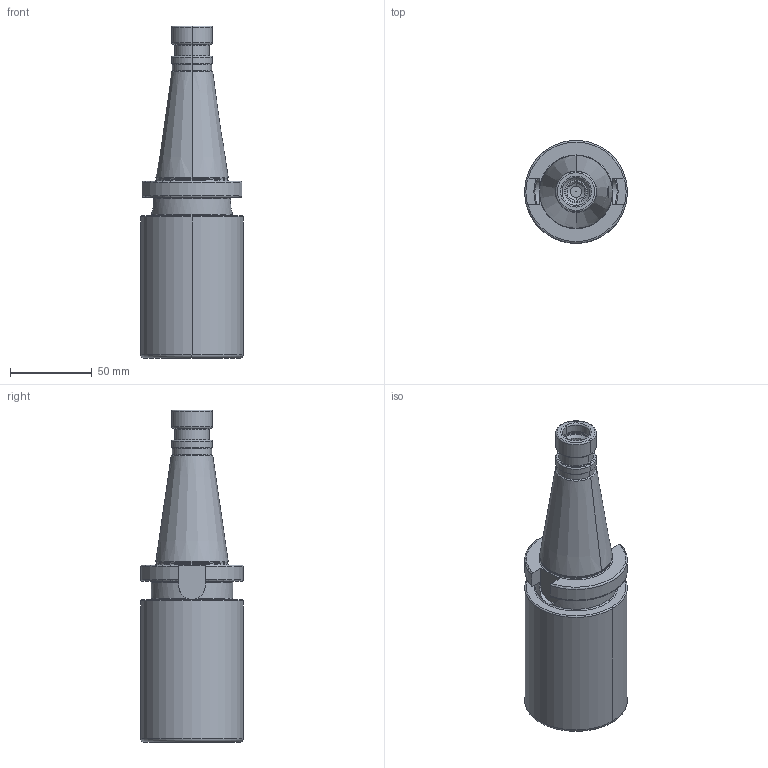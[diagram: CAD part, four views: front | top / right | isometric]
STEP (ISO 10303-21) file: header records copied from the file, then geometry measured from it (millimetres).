
FILE_DESCRIPTION((''),'2;1');
FILE_NAME('401_08_04A','2020-09-03T',('103090'),(''),'CREO PARAMETRIC BY PTC INC, 2016260','CREO PARAMETRIC BY PTC INC, 2016260','');
FILE_SCHEMA(('CONFIG_CONTROL_DESIGN'));
Length unit declared in the file: millimetre
Products named in the file (1): 401_08_04A
Bounding box: 63 x 63 x 203.4 mm (x, y, z)
Volume: 305260.8 mm3; surface area: 56711.6 mm2
Topology: 1 solids, 1 shells, 189 faces, 448 edges, 266 vertices
Faces by surface type: cylinder 54, plane 53, torus 40, cone 38, bspline 4
Entity records: 5820 total; most frequent: CARTESIAN_POINT 1386, DIRECTION 986, ORIENTED_EDGE 888, EDGE_CURVE 444, AXIS2_PLACEMENT_3D 408, VERTEX_POINT 266, CIRCLE 220, EDGE_LOOP 204
